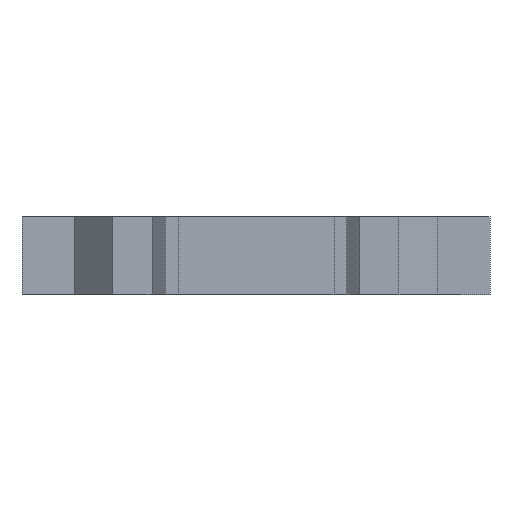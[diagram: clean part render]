
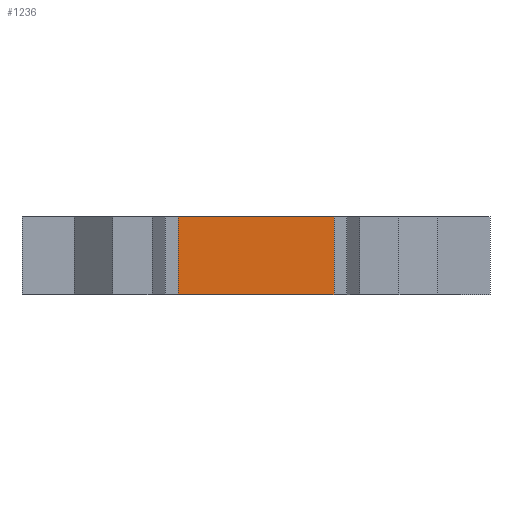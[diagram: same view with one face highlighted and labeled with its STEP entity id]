
A CAD part, front view. The second image highlights one B-rep face of the part: STEP entity #1236.
In plain terms, the highlighted planar face has unit normal (0, -1, 0).
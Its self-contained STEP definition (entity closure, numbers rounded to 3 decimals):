
#125 = VECTOR ( 'NONE', #646, 1000. ) ;
#129 = LINE ( 'NONE', #680, #125 ) ;
#143 = VECTOR ( 'NONE', #805, 1000. ) ;
#146 = LINE ( 'NONE', #815, #143 ) ;
#183 = VECTOR ( 'NONE', #1014, 1000. ) ;
#190 = LINE ( 'NONE', #1010, #183 ) ;
#234 = VECTOR ( 'NONE', #1349, 1000. ) ;
#241 = LINE ( 'NONE', #1335, #234 ) ;
#335 = FACE_OUTER_BOUND ( 'NONE', #1111, .T. ) ;
#623 = CARTESIAN_POINT ( 'NONE',  ( 0., 300., 55. ) ) ;
#646 = DIRECTION ( 'NONE',  ( 1., 0., 0. ) ) ;
#650 = DIRECTION ( 'NONE',  ( 0., 0., 1. ) ) ;
#653 = DIRECTION ( 'NONE',  ( 0., 1., 0. ) ) ;
#673 = PLANE ( 'NONE',  #1936 ) ;
#676 = CARTESIAN_POINT ( 'NONE',  ( -3., 300., 55. ) ) ;
#680 = CARTESIAN_POINT ( 'NONE',  ( 0., 300., 55. ) ) ;
#805 = DIRECTION ( 'NONE',  ( 0., 0., -1. ) ) ;
#815 = CARTESIAN_POINT ( 'NONE',  ( 3., 300., 55. ) ) ;
#1010 = CARTESIAN_POINT ( 'NONE',  ( 0., 300., 52. ) ) ;
#1014 = DIRECTION ( 'NONE',  ( 1., 0., 0. ) ) ;
#1039 = CARTESIAN_POINT ( 'NONE',  ( -3., 300., 52. ) ) ;
#1042 = ORIENTED_EDGE ( 'NONE', *, *, #1646, .T. ) ;
#1043 = ORIENTED_EDGE ( 'NONE', *, *, #1756, .F. ) ;
#1046 = ORIENTED_EDGE ( 'NONE', *, *, #1862, .F. ) ;
#1049 = ORIENTED_EDGE ( 'NONE', *, *, #1444, .T. ) ;
#1111 = EDGE_LOOP ( 'NONE', ( #1042, #1043, #1046, #1049 ) ) ;
#1178 = CARTESIAN_POINT ( 'NONE',  ( 3., 300., 52. ) ) ;
#1236 = ADVANCED_FACE ( 'NONE', ( #335 ), #673, .F. ) ;
#1334 = CARTESIAN_POINT ( 'NONE',  ( 3., 300., 55. ) ) ;
#1335 = CARTESIAN_POINT ( 'NONE',  ( -3., 300., 55. ) ) ;
#1349 = DIRECTION ( 'NONE',  ( 0., 0., -1. ) ) ;
#1444 = EDGE_CURVE ( 'NONE', #1841, #1629, #241, .T. ) ;
#1468 = VERTEX_POINT ( 'NONE', #1334 ) ;
#1545 = VERTEX_POINT ( 'NONE', #1178 ) ;
#1629 = VERTEX_POINT ( 'NONE', #1039 ) ;
#1646 = EDGE_CURVE ( 'NONE', #1629, #1545, #190, .T. ) ;
#1756 = EDGE_CURVE ( 'NONE', #1468, #1545, #146, .T. ) ;
#1841 = VERTEX_POINT ( 'NONE', #676 ) ;
#1862 = EDGE_CURVE ( 'NONE', #1841, #1468, #129, .T. ) ;
#1936 = AXIS2_PLACEMENT_3D ( 'NONE', #623, #653, #650 ) ;
